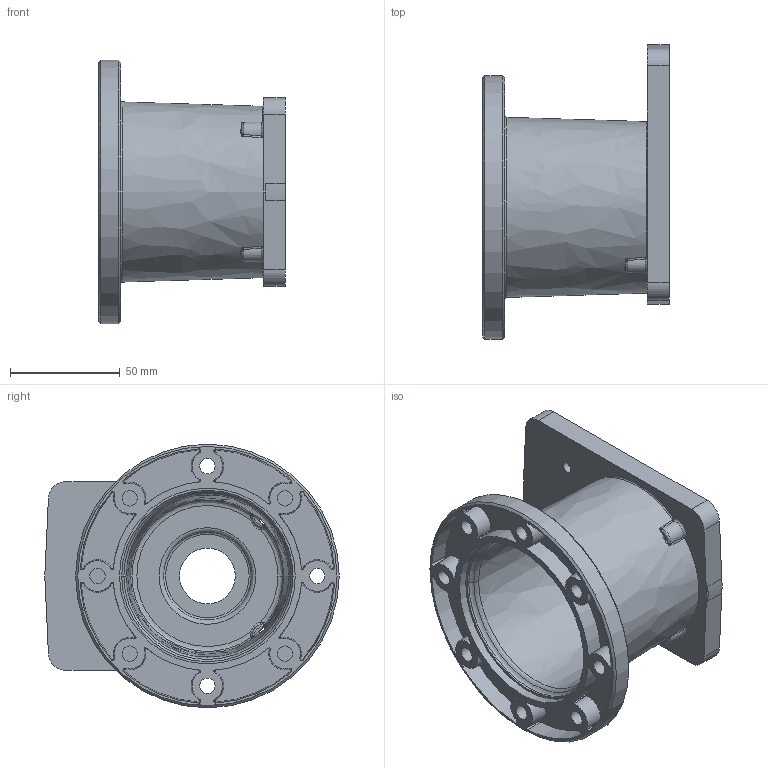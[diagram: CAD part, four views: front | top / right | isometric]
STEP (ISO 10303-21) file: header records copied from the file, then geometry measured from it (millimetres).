
FILE_DESCRIPTION(('STEP AP203'),'2;1');
FILE_NAME('L1202.stp','2014-09-23T11:46:59',(''),(''),'2012.1.115','THINKDESIGN','');
FILE_SCHEMA(('CONFIG_CONTROL_DESIGN'));
Length unit declared in the file: millimetre
Bounding box: 85 x 134 x 120 mm (x, y, z)
Volume: 182767.5 mm3; surface area: 80312.7 mm2
Topology: 1 solids, 1 shells, 250 faces, 720 edges, 471 vertices
Faces by surface type: bspline 159, plane 59, cylinder 32
Full cylindrical faces by diameter (mm): 5 x4, 7 x8, 25.4 x1, 40 x1, 78 x1, 80 x1, 120 x1
Entity records: 14270 total; most frequent: CARTESIAN_POINT 7932, ORIENTED_EDGE 1422, DIRECTION 1161, EDGE_CURVE 711, AXIS2_PLACEMENT_3D 476, VERTEX_POINT 470, CIRCLE 369, EDGE_LOOP 287
